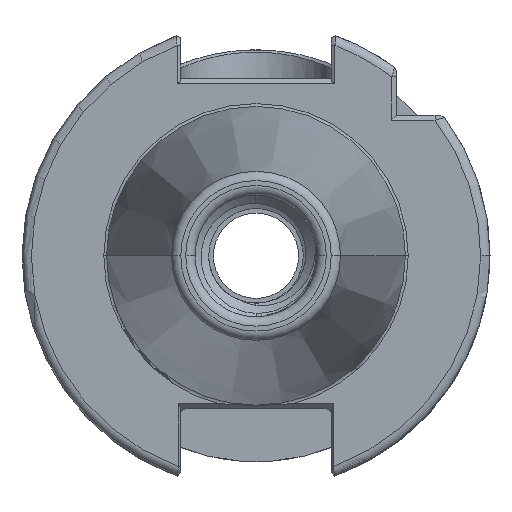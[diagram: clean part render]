
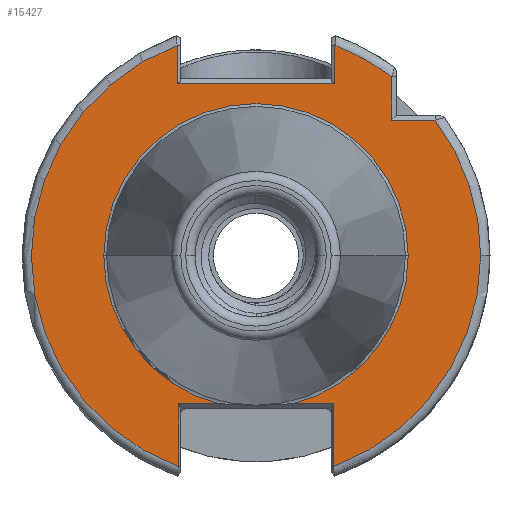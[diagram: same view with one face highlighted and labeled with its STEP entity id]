
A CAD part, left-side view. The second image highlights one B-rep face of the part: STEP entity #15427.
In plain terms, the highlighted planar face has unit normal (-1, 0, 0).
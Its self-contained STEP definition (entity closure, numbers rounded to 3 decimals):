
#8 = FACE_OUTER_BOUND ( 'NONE', #4884, .T. ) ;
#1182 = EDGE_CURVE ( 'NONE', #20128, #20185, #15861, .T. ) ;
#1511 = AXIS2_PLACEMENT_3D ( 'NONE', #20476, #20483, #20494 ) ;
#3462 = CARTESIAN_POINT ( 'NONE',  ( 0., 0., 0. ) ) ;
#3463 = DIRECTION ( 'NONE',  ( 1., 0., 0. ) ) ;
#3466 = DIRECTION ( 'NONE',  ( 0., -1., 0. ) ) ;
#3783 = CARTESIAN_POINT ( 'NONE',  ( 0., 0., 0. ) ) ;
#3793 = DIRECTION ( 'NONE',  ( 0., -1., 0. ) ) ;
#3799 = DIRECTION ( 'NONE',  ( 1., 0., 0. ) ) ;
#4765 = VERTEX_POINT ( 'NONE', #6718 ) ;
#4769 = VERTEX_POINT ( 'NONE', #6685 ) ;
#4790 = VERTEX_POINT ( 'NONE', #6700 ) ;
#4801 = VERTEX_POINT ( 'NONE', #6758 ) ;
#4884 = EDGE_LOOP ( 'NONE', ( #15868, #15884, #15872, #15877, #15894, #15875, #19607, #19724, #19601, #19512, #19638, #19627, #19456, #19575, #19453, #19622 ) ) ;
#6685 = CARTESIAN_POINT ( 'NONE',  ( 0., -3.851, -15.8 ) ) ;
#6700 = CARTESIAN_POINT ( 'NONE',  ( 0., 3.851, -15.8 ) ) ;
#6718 = CARTESIAN_POINT ( 'NONE',  ( 0., 16.262, 0. ) ) ;
#6758 = CARTESIAN_POINT ( 'NONE',  ( 0., -16.262, 0. ) ) ;
#7065 = CARTESIAN_POINT ( 'NONE',  ( 0., 0., 0. ) ) ;
#7077 = DIRECTION ( 'NONE',  ( 0., -1., 0. ) ) ;
#7098 = DIRECTION ( 'NONE',  ( -1., 0., 0. ) ) ;
#7387 = CARTESIAN_POINT ( 'NONE',  ( 0., 0., 0. ) ) ;
#7396 = DIRECTION ( 'NONE',  ( 0., -1., 0. ) ) ;
#7398 = DIRECTION ( 'NONE',  ( -1., 0., 0. ) ) ;
#7415 = DIRECTION ( 'NONE',  ( 0., -1., 0. ) ) ;
#7420 = CARTESIAN_POINT ( 'NONE',  ( 0., -8.288, -15.8 ) ) ;
#7603 = CARTESIAN_POINT ( 'NONE',  ( 0., -8.288, -15.8 ) ) ;
#7626 = DIRECTION ( 'NONE',  ( 0., -1., 0. ) ) ;
#8437 = EDGE_CURVE ( 'NONE', #20185, #20338, #16047, .T. ) ;
#8532 = EDGE_CURVE ( 'NONE', #20408, #20461, #16039, .T. ) ;
#8539 = EDGE_CURVE ( 'NONE', #20469, #4790, #16021, .T. ) ;
#8607 = EDGE_CURVE ( 'NONE', #4769, #20436, #16126, .T. ) ;
#8658 = EDGE_CURVE ( 'NONE', #20461, #20469, #16133, .T. ) ;
#8672 = EDGE_CURVE ( 'NONE', #20369, #20428, #16118, .T. ) ;
#8674 = EDGE_CURVE ( 'NONE', #20384, #20472, #16137, .T. ) ;
#8684 = EDGE_CURVE ( 'NONE', #20338, #20369, #16122, .T. ) ;
#8686 = EDGE_CURVE ( 'NONE', #20472, #20408, #16120, .T. ) ;
#8723 = EDGE_CURVE ( 'NONE', #20428, #20477, #16114, .T. ) ;
#8735 = EDGE_CURVE ( 'NONE', #4765, #4801, #16108, .T. ) ;
#8775 = EDGE_CURVE ( 'NONE', #20477, #20384, #16161, .T. ) ;
#8777 = EDGE_CURVE ( 'NONE', #20436, #20128, #16175, .T. ) ;
#8950 = EDGE_CURVE ( 'NONE', #4790, #4765, #16253, .T. ) ;
#9007 = EDGE_CURVE ( 'NONE', #4801, #4769, #16293, .T. ) ;
#9249 = AXIS2_PLACEMENT_3D ( 'NONE', #14622, #14625, #14612 ) ;
#9555 = AXIS2_PLACEMENT_3D ( 'NONE', #7387, #7398, #7415 ) ;
#9563 = AXIS2_PLACEMENT_3D ( 'NONE', #11964, #11969, #11891 ) ;
#9595 = AXIS2_PLACEMENT_3D ( 'NONE', #7065, #7098, #7077 ) ;
#9597 = AXIS2_PLACEMENT_3D ( 'NONE', #11966, #11976, #11893 ) ;
#9659 = AXIS2_PLACEMENT_3D ( 'NONE', #3462, #3463, #3466 ) ;
#9670 = AXIS2_PLACEMENT_3D ( 'NONE', #3783, #3799, #3793 ) ;
#11192 = DIRECTION ( 'NONE',  ( 0., 0., 1. ) ) ;
#11195 = CARTESIAN_POINT ( 'NONE',  ( 0., -14.5, 18.735 ) ) ;
#11207 = CARTESIAN_POINT ( 'NONE',  ( 0., 16.342, 18.4 ) ) ;
#11213 = DIRECTION ( 'NONE',  ( 0., 1., 0. ) ) ;
#11284 = CARTESIAN_POINT ( 'NONE',  ( 0., -15., 14.5 ) ) ;
#11287 = DIRECTION ( 'NONE',  ( 0., 0., 1. ) ) ;
#11317 = DIRECTION ( 'NONE',  ( 0., 1., 0. ) ) ;
#11329 = CARTESIAN_POINT ( 'NONE',  ( 0., 8.434, 0. ) ) ;
#11891 = DIRECTION ( 'NONE',  ( 0., -1., 0. ) ) ;
#11893 = DIRECTION ( 'NONE',  ( 0., -1., 0. ) ) ;
#11964 = CARTESIAN_POINT ( 'NONE',  ( 0., 0., 0. ) ) ;
#11966 = CARTESIAN_POINT ( 'NONE',  ( 0., 0., 0. ) ) ;
#11969 = DIRECTION ( 'NONE',  ( -1., 0., 0. ) ) ;
#11976 = DIRECTION ( 'NONE',  ( 1., 0., 0. ) ) ;
#12154 = CARTESIAN_POINT ( 'NONE',  ( 0., -8.434, 0. ) ) ;
#12232 = DIRECTION ( 'NONE',  ( 0., 0., -1. ) ) ;
#12274 = DIRECTION ( 'NONE',  ( 0., 0., -1. ) ) ;
#12331 = CARTESIAN_POINT ( 'NONE',  ( 0., -8.288, -22.61 ) ) ;
#13561 = CARTESIAN_POINT ( 'NONE',  ( 0., 8.288, -16.3 ) ) ;
#13586 = DIRECTION ( 'NONE',  ( 0., 0., 1. ) ) ;
#14612 = DIRECTION ( 'NONE',  ( 0., -1., 0. ) ) ;
#14622 = CARTESIAN_POINT ( 'NONE',  ( 0., 0., 0. ) ) ;
#14625 = DIRECTION ( 'NONE',  ( -1., 0., 0. ) ) ;
#15427 = ADVANCED_FACE ( 'NONE', ( #8 ), #20466, .T. ) ;
#15861 = CIRCLE ( 'NONE', #9249, 24. ) ;
#15868 = ORIENTED_EDGE ( 'NONE', *, *, #8950, .T. ) ;
#15872 = ORIENTED_EDGE ( 'NONE', *, *, #9007, .T. ) ;
#15875 = ORIENTED_EDGE ( 'NONE', *, *, #1182, .T. ) ;
#15877 = ORIENTED_EDGE ( 'NONE', *, *, #8607, .T. ) ;
#15884 = ORIENTED_EDGE ( 'NONE', *, *, #8735, .T. ) ;
#15894 = ORIENTED_EDGE ( 'NONE', *, *, #8777, .T. ) ;
#16021 = LINE ( 'NONE', #7420, #16022 ) ;
#16022 = VECTOR ( 'NONE', #7396, 1000. ) ;
#16039 = CIRCLE ( 'NONE', #9555, 24. ) ;
#16047 = CIRCLE ( 'NONE', #9595, 24. ) ;
#16081 = VECTOR ( 'NONE', #13586, 1000. ) ;
#16095 = VECTOR ( 'NONE', #11213, 1000. ) ;
#16102 = VECTOR ( 'NONE', #11192, 1000. ) ;
#16108 = CIRCLE ( 'NONE', #9597, 16.262 ) ;
#16114 = CIRCLE ( 'NONE', #9563, 24. ) ;
#16115 = VECTOR ( 'NONE', #7626, 1000. ) ;
#16118 = LINE ( 'NONE', #11195, #16102 ) ;
#16120 = LINE ( 'NONE', #11329, #16138 ) ;
#16122 = LINE ( 'NONE', #11284, #16123 ) ;
#16123 = VECTOR ( 'NONE', #11317, 1000. ) ;
#16126 = LINE ( 'NONE', #7603, #16115 ) ;
#16133 = LINE ( 'NONE', #13561, #16081 ) ;
#16137 = LINE ( 'NONE', #11207, #16095 ) ;
#16138 = VECTOR ( 'NONE', #11287, 1000. ) ;
#16154 = VECTOR ( 'NONE', #12274, 1000. ) ;
#16161 = LINE ( 'NONE', #12154, #16154 ) ;
#16163 = VECTOR ( 'NONE', #12232, 1000. ) ;
#16175 = LINE ( 'NONE', #12331, #16163 ) ;
#16253 = CIRCLE ( 'NONE', #9659, 16.262 ) ;
#16293 = CIRCLE ( 'NONE', #9670, 16.262 ) ;
#19453 = ORIENTED_EDGE ( 'NONE', *, *, #8658, .T. ) ;
#19456 = ORIENTED_EDGE ( 'NONE', *, *, #8686, .T. ) ;
#19512 = ORIENTED_EDGE ( 'NONE', *, *, #8723, .T. ) ;
#19575 = ORIENTED_EDGE ( 'NONE', *, *, #8532, .T. ) ;
#19601 = ORIENTED_EDGE ( 'NONE', *, *, #8672, .T. ) ;
#19607 = ORIENTED_EDGE ( 'NONE', *, *, #8437, .T. ) ;
#19622 = ORIENTED_EDGE ( 'NONE', *, *, #8539, .T. ) ;
#19627 = ORIENTED_EDGE ( 'NONE', *, *, #8674, .T. ) ;
#19638 = ORIENTED_EDGE ( 'NONE', *, *, #8775, .T. ) ;
#19724 = ORIENTED_EDGE ( 'NONE', *, *, #8684, .T. ) ;
#20128 = VERTEX_POINT ( 'NONE', #20607 ) ;
#20185 = VERTEX_POINT ( 'NONE', #20576 ) ;
#20338 = VERTEX_POINT ( 'NONE', #20901 ) ;
#20369 = VERTEX_POINT ( 'NONE', #20810 ) ;
#20384 = VERTEX_POINT ( 'NONE', #20847 ) ;
#20408 = VERTEX_POINT ( 'NONE', #20860 ) ;
#20428 = VERTEX_POINT ( 'NONE', #20876 ) ;
#20436 = VERTEX_POINT ( 'NONE', #20806 ) ;
#20461 = VERTEX_POINT ( 'NONE', #20956 ) ;
#20466 = PLANE ( 'NONE',  #1511 ) ;
#20469 = VERTEX_POINT ( 'NONE', #20973 ) ;
#20472 = VERTEX_POINT ( 'NONE', #21005 ) ;
#20476 = CARTESIAN_POINT ( 'NONE',  ( 0., 16.342, 0. ) ) ;
#20477 = VERTEX_POINT ( 'NONE', #20980 ) ;
#20483 = DIRECTION ( 'NONE',  ( -1., 0., 0. ) ) ;
#20494 = DIRECTION ( 'NONE',  ( 0., -1., 0. ) ) ;
#20576 = CARTESIAN_POINT ( 'NONE',  ( 0., -24., 0. ) ) ;
#20607 = CARTESIAN_POINT ( 'NONE',  ( 0., -8.288, -22.523 ) ) ;
#20806 = CARTESIAN_POINT ( 'NONE',  ( 0., -8.288, -15.8 ) ) ;
#20810 = CARTESIAN_POINT ( 'NONE',  ( 0., -14.5, 14.5 ) ) ;
#20847 = CARTESIAN_POINT ( 'NONE',  ( 0., -8.434, 18.4 ) ) ;
#20860 = CARTESIAN_POINT ( 'NONE',  ( 0., 8.434, 22.469 ) ) ;
#20876 = CARTESIAN_POINT ( 'NONE',  ( 0., -14.5, 19.125 ) ) ;
#20901 = CARTESIAN_POINT ( 'NONE',  ( 0., -19.125, 14.5 ) ) ;
#20956 = CARTESIAN_POINT ( 'NONE',  ( 0., 8.288, -22.523 ) ) ;
#20973 = CARTESIAN_POINT ( 'NONE',  ( 0., 8.288, -15.8 ) ) ;
#20980 = CARTESIAN_POINT ( 'NONE',  ( 0., -8.434, 22.469 ) ) ;
#21005 = CARTESIAN_POINT ( 'NONE',  ( 0., 8.434, 18.4 ) ) ;
